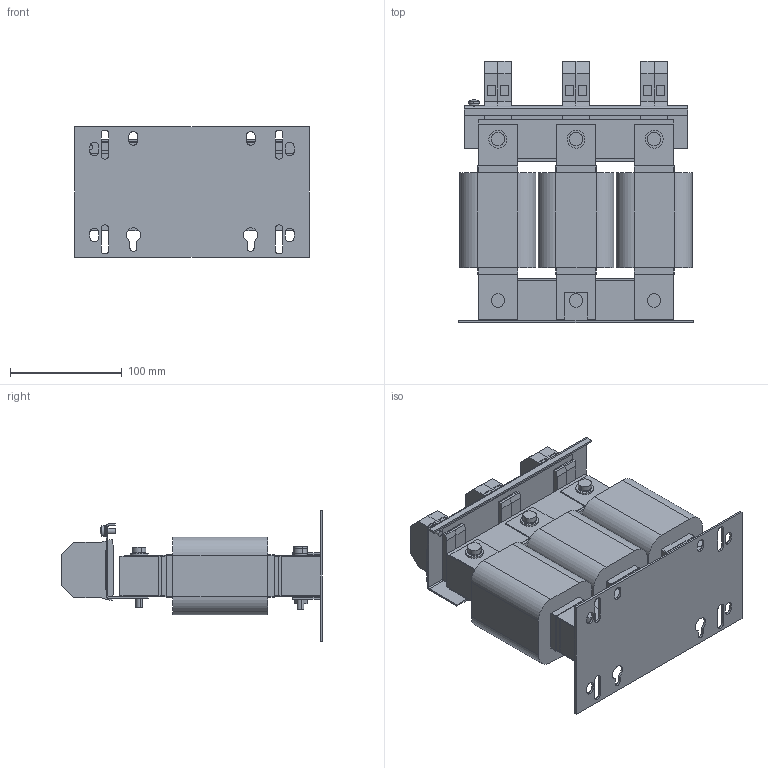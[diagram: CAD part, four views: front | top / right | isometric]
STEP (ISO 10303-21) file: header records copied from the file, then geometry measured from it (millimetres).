
FILE_DESCRIPTION (( 'STEP AP214' ), '1' );
FILE_NAME ('386032.STEP', '2021-10-20T11:03:45', ( '' ), ( '' ), 'SwSTEP 2.0', 'SolidWorks 2018', '' );
FILE_SCHEMA (( 'AUTOMOTIVE_DESIGN' ));
Length unit declared in the file: millimetre
Products named in the file (1): 386032
Bounding box: 210 x 233.7 x 117 mm (x, y, z)
Volume: 1952183.3 mm3; surface area: 255902.4 mm2
Topology: 1 solids, 1 shells, 898 faces, 2330 edges, 1495 vertices
Faces by surface type: plane 644, cylinder 240, cone 8, torus 4, sphere 2
Entity records: 27306 total; most frequent: CARTESIAN_POINT 4790, ORIENTED_EDGE 4656, DIRECTION 4622, EDGE_CURVE 2328, VECTOR 1800, LINE 1800, VERTEX_POINT 1495, AXIS2_PLACEMENT_3D 1411
